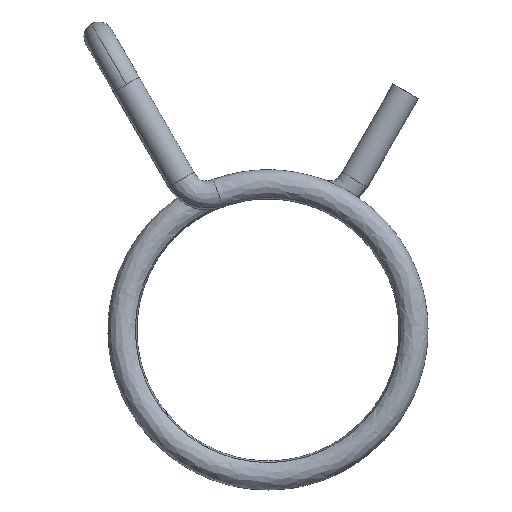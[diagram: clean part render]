
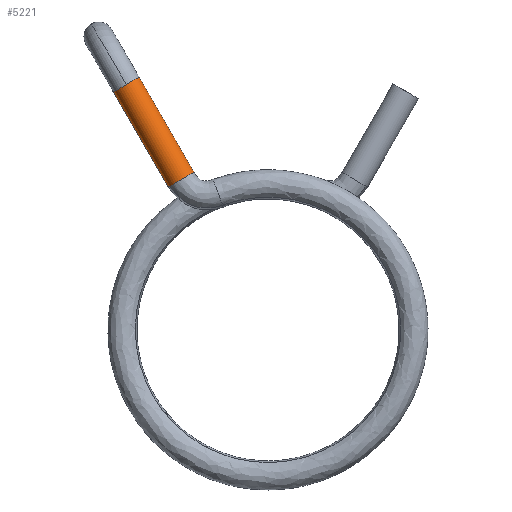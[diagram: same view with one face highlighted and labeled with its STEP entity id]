
A CAD part, top view. The second image highlights one B-rep face of the part: STEP entity #5221.
In plain terms, the highlighted cylindrical face has radius 0.95 mm (diameter 1.9 mm), a partial arc.
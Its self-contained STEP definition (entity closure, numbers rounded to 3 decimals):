
#54 = CARTESIAN_POINT ( 'NONE',  ( -5.571, 9.65, 3.55 ) ) ;
#250 = EDGE_CURVE ( 'NONE', #6126, #2299, #6501, .T. ) ;
#728 = LINE ( 'NONE', #3728, #4700 ) ;
#916 = DIRECTION ( 'NONE',  ( 0.75, 0.433, -0.5 ) ) ;
#924 = CARTESIAN_POINT ( 'NONE',  ( -9.1, 15.762, 3.55 ) ) ;
#957 = ORIENTED_EDGE ( 'NONE', *, *, #7217, .F. ) ;
#1061 = DIRECTION ( 'NONE',  ( 0.75, 0.433, -0.5 ) ) ;
#1104 = CIRCLE ( 'NONE', #1461, 0.95 ) ;
#1133 = DIRECTION ( 'NONE',  ( 0.5, -0.866, 0. ) ) ;
#1260 = CARTESIAN_POINT ( 'NONE',  ( -4.754, 10.122, 3.55 ) ) ;
#1461 = AXIS2_PLACEMENT_3D ( 'NONE', #4333, #6206, #1061 ) ;
#1740 = CARTESIAN_POINT ( 'NONE',  ( -8.277, 16.237, 3.55 ) ) ;
#1827 = CARTESIAN_POINT ( 'NONE',  ( -9.923, 15.287, 3.55 ) ) ;
#1895 = CARTESIAN_POINT ( 'NONE',  ( -9.1, 15.762, 4.5 ) ) ;
#1898 = ORIENTED_EDGE ( 'NONE', *, *, #6515, .F. ) ;
#1938 = ORIENTED_EDGE ( 'NONE', *, *, #5508, .T. ) ;
#2028 = ORIENTED_EDGE ( 'NONE', *, *, #250, .F. ) ;
#2106 = VERTEX_POINT ( 'NONE', #1895 ) ;
#2299 = VERTEX_POINT ( 'NONE', #5196 ) ;
#2370 = DIRECTION ( 'NONE',  ( 0.75, 0.433, -0.5 ) ) ;
#2667 = CIRCLE ( 'NONE', #4824, 0.95 ) ;
#3190 = CARTESIAN_POINT ( 'NONE',  ( -9.1, 15.762, 3.55 ) ) ;
#3298 = VECTOR ( 'NONE', #6916, 1000. ) ;
#3312 = CYLINDRICAL_SURFACE ( 'NONE', #6717, 0.95 ) ;
#3520 = CIRCLE ( 'NONE', #5175, 0.95 ) ;
#3728 = CARTESIAN_POINT ( 'NONE',  ( -8.277, 16.237, 3.55 ) ) ;
#3736 = VERTEX_POINT ( 'NONE', #1740 ) ;
#3868 = ORIENTED_EDGE ( 'NONE', *, *, #6205, .T. ) ;
#4333 = CARTESIAN_POINT ( 'NONE',  ( -9.1, 15.762, 3.55 ) ) ;
#4646 = LINE ( 'NONE', #1827, #3298 ) ;
#4700 = VECTOR ( 'NONE', #5434, 1000. ) ;
#4810 = VERTEX_POINT ( 'NONE', #6219 ) ;
#4824 = AXIS2_PLACEMENT_3D ( 'NONE', #54, #1133, #2370 ) ;
#4843 = DIRECTION ( 'NONE',  ( 0.75, 0.433, -0.5 ) ) ;
#5076 = AXIS2_PLACEMENT_3D ( 'NONE', #5447, #7253, #4843 ) ;
#5147 = CARTESIAN_POINT ( 'NONE',  ( -6.389, 9.178, 3.55 ) ) ;
#5175 = AXIS2_PLACEMENT_3D ( 'NONE', #3190, #6500, #916 ) ;
#5196 = CARTESIAN_POINT ( 'NONE',  ( -6.284, 9.239, 4.025 ) ) ;
#5221 = ADVANCED_FACE ( 'NONE', ( #7198 ), #3312, .T. ) ;
#5434 = DIRECTION ( 'NONE',  ( 0.5, -0.866, 0. ) ) ;
#5447 = CARTESIAN_POINT ( 'NONE',  ( -5.571, 9.65, 3.55 ) ) ;
#5508 = EDGE_CURVE ( 'NONE', #2106, #4810, #1104, .T. ) ;
#5579 = ORIENTED_EDGE ( 'NONE', *, *, #6962, .T. ) ;
#5613 = DIRECTION ( 'NONE',  ( 0.866, 0.5, 0. ) ) ;
#5763 = VERTEX_POINT ( 'NONE', #5147 ) ;
#6126 = VERTEX_POINT ( 'NONE', #1260 ) ;
#6205 = EDGE_CURVE ( 'NONE', #3736, #2106, #3520, .T. ) ;
#6206 = DIRECTION ( 'NONE',  ( 0.5, -0.866, 0. ) ) ;
#6219 = CARTESIAN_POINT ( 'NONE',  ( -9.923, 15.287, 3.55 ) ) ;
#6500 = DIRECTION ( 'NONE',  ( 0.5, -0.866, 0. ) ) ;
#6501 = CIRCLE ( 'NONE', #5076, 0.95 ) ;
#6515 = EDGE_CURVE ( 'NONE', #2299, #5763, #2667, .T. ) ;
#6649 = DIRECTION ( 'NONE',  ( 0.5, -0.866, 0. ) ) ;
#6717 = AXIS2_PLACEMENT_3D ( 'NONE', #924, #6649, #5613 ) ;
#6916 = DIRECTION ( 'NONE',  ( 0.5, -0.866, 0. ) ) ;
#6962 = EDGE_CURVE ( 'NONE', #4810, #5763, #4646, .T. ) ;
#7198 = FACE_OUTER_BOUND ( 'NONE', #7403, .T. ) ;
#7217 = EDGE_CURVE ( 'NONE', #3736, #6126, #728, .T. ) ;
#7253 = DIRECTION ( 'NONE',  ( 0.5, -0.866, 0. ) ) ;
#7403 = EDGE_LOOP ( 'NONE', ( #3868, #1938, #5579, #1898, #2028, #957 ) ) ;
